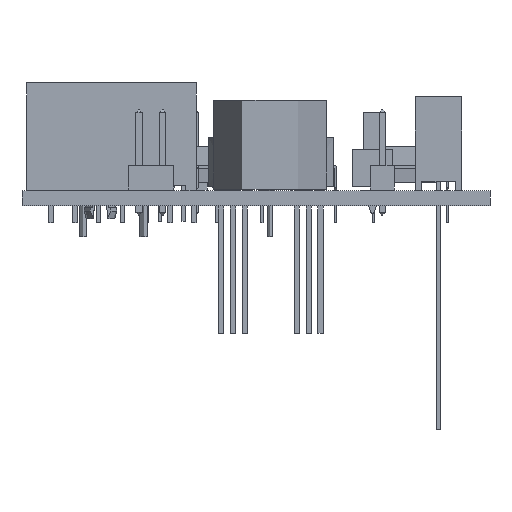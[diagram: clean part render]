
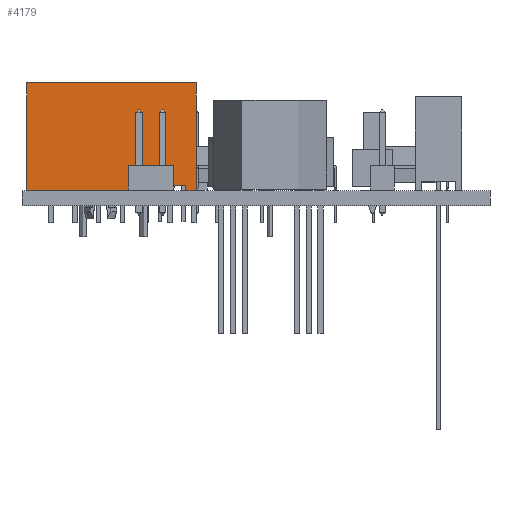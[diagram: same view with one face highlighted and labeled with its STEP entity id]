
A CAD part, front view. The second image highlights one B-rep face of the part: STEP entity #4179.
In plain terms, the highlighted face is planar.
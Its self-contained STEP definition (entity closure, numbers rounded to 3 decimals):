
#157 = VERTEX_POINT('',#158);
#158 = CARTESIAN_POINT('',(6.605,5.75,0.));
#164 = EDGE_CURVE('',#165,#157,#167,.T.);
#165 = VERTEX_POINT('',#166);
#166 = CARTESIAN_POINT('',(6.605,-5.75,0.));
#167 = LINE('',#168,#169);
#168 = CARTESIAN_POINT('',(6.605,-5.75,0.));
#169 = VECTOR('',#170,1.);
#170 = DIRECTION('',(0.,1.,0.));
#1901 = VERTEX_POINT('',#1902);
#1902 = CARTESIAN_POINT('',(6.605,5.75,-18.1));
#1908 = EDGE_CURVE('',#157,#1901,#1909,.T.);
#1909 = LINE('',#1910,#1911);
#1910 = CARTESIAN_POINT('',(6.605,5.75,0.));
#1911 = VECTOR('',#1912,1.);
#1912 = DIRECTION('',(0.,0.,-1.));
#2367 = VERTEX_POINT('',#2368);
#2368 = CARTESIAN_POINT('',(6.605,-5.75,-13.75));
#2374 = EDGE_CURVE('',#2367,#2375,#2377,.T.);
#2375 = VERTEX_POINT('',#2376);
#2376 = CARTESIAN_POINT('',(6.605,-5.25,-13.75));
#2377 = LINE('',#2378,#2379);
#2378 = CARTESIAN_POINT('',(6.605,-5.75,-13.75));
#2379 = VECTOR('',#2380,1.);
#2380 = DIRECTION('',(0.,1.,0.));
#2470 = EDGE_CURVE('',#165,#2367,#2471,.T.);
#2471 = LINE('',#2472,#2473);
#2472 = CARTESIAN_POINT('',(6.605,-5.75,0.));
#2473 = VECTOR('',#2474,1.);
#2474 = DIRECTION('',(0.,0.,-1.));
#2625 = VERTEX_POINT('',#2626);
#2626 = CARTESIAN_POINT('',(6.605,-5.75,-17.));
#2632 = EDGE_CURVE('',#2625,#2633,#2635,.T.);
#2633 = VERTEX_POINT('',#2634);
#2634 = CARTESIAN_POINT('',(6.605,-5.75,-18.1));
#2635 = LINE('',#2636,#2637);
#2636 = CARTESIAN_POINT('',(6.605,-5.75,-17.));
#2637 = VECTOR('',#2638,1.);
#2638 = DIRECTION('',(0.,0.,-1.));
#4179 = ADVANCED_FACE('',(#4180),#4207,.T.);
#4180 = FACE_BOUND('',#4181,.F.);
#4181 = EDGE_LOOP('',(#4182,#4183,#4184,#4185,#4186,#4192,#4193,#4201));
#4182 = ORIENTED_EDGE('',*,*,#2374,.F.);
#4183 = ORIENTED_EDGE('',*,*,#2470,.F.);
#4184 = ORIENTED_EDGE('',*,*,#164,.T.);
#4185 = ORIENTED_EDGE('',*,*,#1908,.T.);
#4186 = ORIENTED_EDGE('',*,*,#4187,.F.);
#4187 = EDGE_CURVE('',#2633,#1901,#4188,.T.);
#4188 = LINE('',#4189,#4190);
#4189 = CARTESIAN_POINT('',(6.605,-5.75,-18.1));
#4190 = VECTOR('',#4191,1.);
#4191 = DIRECTION('',(0.,1.,0.));
#4192 = ORIENTED_EDGE('',*,*,#2632,.F.);
#4193 = ORIENTED_EDGE('',*,*,#4194,.T.);
#4194 = EDGE_CURVE('',#2625,#4195,#4197,.T.);
#4195 = VERTEX_POINT('',#4196);
#4196 = CARTESIAN_POINT('',(6.605,-5.25,-17.));
#4197 = LINE('',#4198,#4199);
#4198 = CARTESIAN_POINT('',(6.605,-5.75,-17.));
#4199 = VECTOR('',#4200,1.);
#4200 = DIRECTION('',(0.,1.,0.));
#4201 = ORIENTED_EDGE('',*,*,#4202,.T.);
#4202 = EDGE_CURVE('',#4195,#2375,#4203,.T.);
#4203 = LINE('',#4204,#4205);
#4204 = CARTESIAN_POINT('',(6.605,-5.25,-17.));
#4205 = VECTOR('',#4206,1.);
#4206 = DIRECTION('',(0.,0.,1.));
#4207 = PLANE('',#4208);
#4208 = AXIS2_PLACEMENT_3D('',#4209,#4210,#4211);
#4209 = CARTESIAN_POINT('',(6.605,-5.75,0.));
#4210 = DIRECTION('',(1.,0.,0.));
#4211 = DIRECTION('',(-0.,1.,0.));
